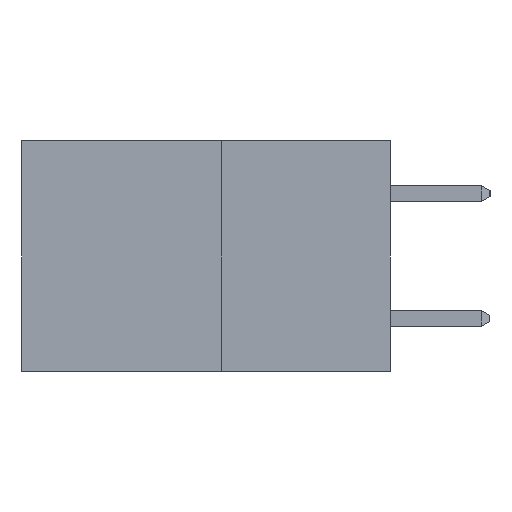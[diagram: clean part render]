
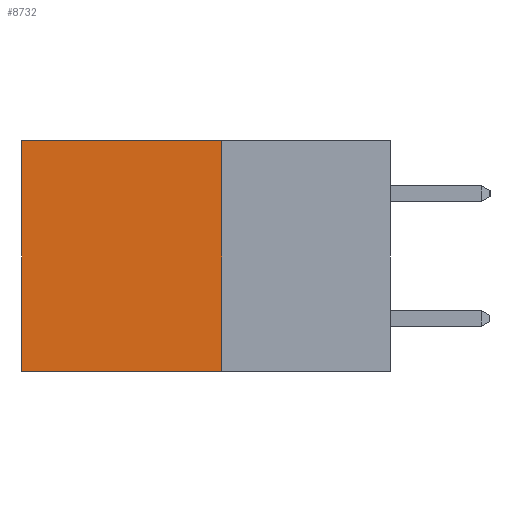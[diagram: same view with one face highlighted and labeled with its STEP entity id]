
A CAD part, left-side view. The second image highlights one B-rep face of the part: STEP entity #8732.
In plain terms, the highlighted planar face has unit normal (-1, 0, 0).
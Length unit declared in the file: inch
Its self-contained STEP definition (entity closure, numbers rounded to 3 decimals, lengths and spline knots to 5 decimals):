
#434 = VECTOR ( 'NONE', #4031, 39.37008 ) ;
#1606 = VERTEX_POINT ( 'NONE', #9377 ) ;
#2748 = CARTESIAN_POINT ( 'NONE',  ( 0.277, 0.27, 0. ) ) ;
#3255 = DIRECTION ( 'NONE',  ( 0., 0., -1. ) ) ;
#3543 = VERTEX_POINT ( 'NONE', #15222 ) ;
#4031 = DIRECTION ( 'NONE',  ( 0., 1., 0. ) ) ;
#4032 = LINE ( 'NONE', #14884, #20239 ) ;
#6179 = EDGE_CURVE ( 'NONE', #14926, #3543, #19829, .T. ) ;
#7543 = AXIS2_PLACEMENT_3D ( 'NONE', #17197, #18810, #8892 ) ;
#8732 = ADVANCED_FACE ( 'NONE', ( #12105 ), #15537, .F. ) ;
#8892 = DIRECTION ( 'NONE',  ( 0., 0., -1. ) ) ;
#9377 = CARTESIAN_POINT ( 'NONE',  ( 0.277, 0.27, -0.37 ) ) ;
#9891 = DIRECTION ( 'NONE',  ( 0., 0., -1. ) ) ;
#10162 = CARTESIAN_POINT ( 'NONE',  ( 0.277, 0.59, -0.37 ) ) ;
#11049 = VECTOR ( 'NONE', #16515, 39.37008 ) ;
#11755 = CARTESIAN_POINT ( 'NONE',  ( 0.277, 0.59, -0.37 ) ) ;
#12105 = FACE_OUTER_BOUND ( 'NONE', #14259, .T. ) ;
#12580 = EDGE_CURVE ( 'NONE', #14926, #1606, #4032, .T. ) ;
#13145 = ORIENTED_EDGE ( 'NONE', *, *, #12580, .F. ) ;
#14214 = LINE ( 'NONE', #15771, #434 ) ;
#14259 = EDGE_LOOP ( 'NONE', ( #16516, #20844, #13145, #17548 ) ) ;
#14680 = EDGE_CURVE ( 'NONE', #1606, #15848, #14214, .T. ) ;
#14787 = CARTESIAN_POINT ( 'NONE',  ( 0.277, 0.27, 0. ) ) ;
#14884 = CARTESIAN_POINT ( 'NONE',  ( 0.277, 0.27, -0.37 ) ) ;
#14926 = VERTEX_POINT ( 'NONE', #2748 ) ;
#15222 = CARTESIAN_POINT ( 'NONE',  ( 0.277, 0.59, 0. ) ) ;
#15537 = PLANE ( 'NONE',  #7543 ) ;
#15771 = CARTESIAN_POINT ( 'NONE',  ( 0.277, 0.27, -0.37 ) ) ;
#15848 = VERTEX_POINT ( 'NONE', #10162 ) ;
#16089 = LINE ( 'NONE', #11755, #19894 ) ;
#16515 = DIRECTION ( 'NONE',  ( 0., 1., 0. ) ) ;
#16516 = ORIENTED_EDGE ( 'NONE', *, *, #19908, .T. ) ;
#17197 = CARTESIAN_POINT ( 'NONE',  ( 0.277, 0.27, -0.37 ) ) ;
#17548 = ORIENTED_EDGE ( 'NONE', *, *, #6179, .T. ) ;
#18810 = DIRECTION ( 'NONE',  ( 1., 0., 0. ) ) ;
#19829 = LINE ( 'NONE', #14787, #11049 ) ;
#19894 = VECTOR ( 'NONE', #3255, 39.37008 ) ;
#19908 = EDGE_CURVE ( 'NONE', #3543, #15848, #16089, .T. ) ;
#20239 = VECTOR ( 'NONE', #9891, 39.37008 ) ;
#20844 = ORIENTED_EDGE ( 'NONE', *, *, #14680, .F. ) ;
